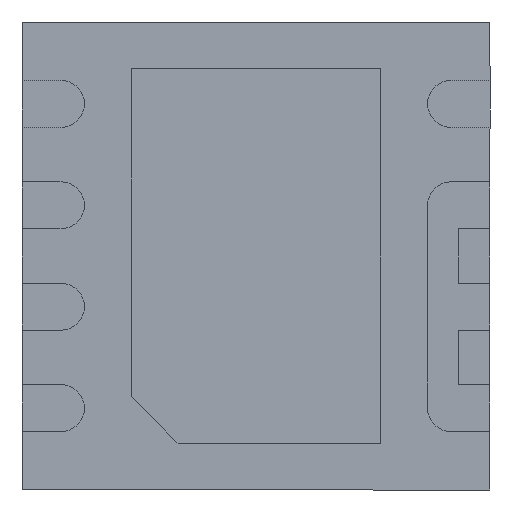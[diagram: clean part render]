
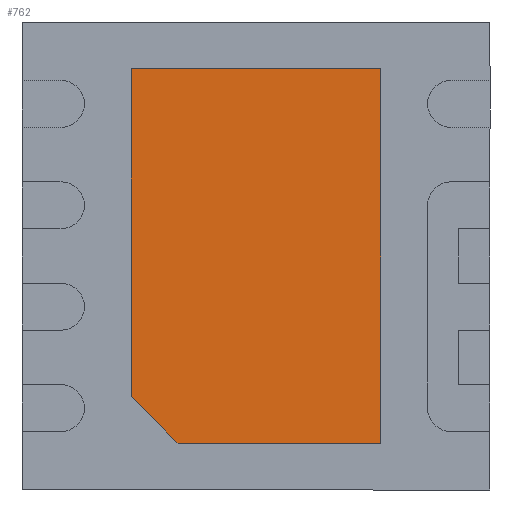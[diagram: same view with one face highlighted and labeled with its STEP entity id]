
A CAD part, front view. The second image highlights one B-rep face of the part: STEP entity #762.
In plain terms, the highlighted planar face has unit normal (0, -1, 0).
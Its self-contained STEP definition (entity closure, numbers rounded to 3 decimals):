
#37 = VECTOR ( 'NONE', #1009, 1000. ) ;
#43 = ORIENTED_EDGE ( 'NONE', *, *, #752, .T. ) ;
#67 = EDGE_LOOP ( 'NONE', ( #357, #577, #43, #1234, #1473 ) ) ;
#129 = CARTESIAN_POINT ( 'NONE',  ( -0.5, -0.05, -1.2 ) ) ;
#270 = DIRECTION ( 'NONE',  ( -1., 0., 0. ) ) ;
#290 = EDGE_CURVE ( 'NONE', #1272, #1710, #2140, .T. ) ;
#357 = ORIENTED_EDGE ( 'NONE', *, *, #290, .T. ) ;
#470 = CARTESIAN_POINT ( 'NONE',  ( 0.8, -0.05, -1.2 ) ) ;
#485 = DIRECTION ( 'NONE',  ( 0., 0., 1. ) ) ;
#577 = ORIENTED_EDGE ( 'NONE', *, *, #2376, .T. ) ;
#579 = VECTOR ( 'NONE', #2206, 1000. ) ;
#752 = EDGE_CURVE ( 'NONE', #2190, #2011, #2457, .T. ) ;
#762 = ADVANCED_FACE ( 'NONE', ( #1035 ), #1921, .T. ) ;
#764 = VECTOR ( 'NONE', #2364, 1000. ) ;
#773 = VERTEX_POINT ( 'NONE', #2588 ) ;
#895 = CARTESIAN_POINT ( 'NONE',  ( -0.5, -0.05, -1.2 ) ) ;
#988 = DIRECTION ( 'NONE',  ( 0., 0., -1. ) ) ;
#1000 = CARTESIAN_POINT ( 'NONE',  ( 0.8, -0.05, 1.2 ) ) ;
#1009 = DIRECTION ( 'NONE',  ( 1., 0., 0. ) ) ;
#1035 = FACE_OUTER_BOUND ( 'NONE', #67, .T. ) ;
#1234 = ORIENTED_EDGE ( 'NONE', *, *, #2008, .T. ) ;
#1272 = VERTEX_POINT ( 'NONE', #895 ) ;
#1283 = CARTESIAN_POINT ( 'NONE',  ( 0.8, -0.05, -1.2 ) ) ;
#1467 = CARTESIAN_POINT ( 'NONE',  ( 0., -0.05, 0. ) ) ;
#1473 = ORIENTED_EDGE ( 'NONE', *, *, #1688, .T. ) ;
#1688 = EDGE_CURVE ( 'NONE', #773, #1272, #3037, .T. ) ;
#1691 = LINE ( 'NONE', #2102, #764 ) ;
#1710 = VERTEX_POINT ( 'NONE', #1283 ) ;
#1881 = LINE ( 'NONE', #470, #2251 ) ;
#1907 = DIRECTION ( 'NONE',  ( 0., -1., 0. ) ) ;
#1920 = CARTESIAN_POINT ( 'NONE',  ( -0.8, -0.05, -0.9 ) ) ;
#1921 = PLANE ( 'NONE',  #2437 ) ;
#1933 = CARTESIAN_POINT ( 'NONE',  ( 0.8, -0.05, 1.2 ) ) ;
#2008 = EDGE_CURVE ( 'NONE', #2011, #773, #1691, .T. ) ;
#2011 = VERTEX_POINT ( 'NONE', #2131 ) ;
#2023 = VECTOR ( 'NONE', #270, 1000. ) ;
#2102 = CARTESIAN_POINT ( 'NONE',  ( -0.8, -0.05, 1.2 ) ) ;
#2131 = CARTESIAN_POINT ( 'NONE',  ( -0.8, -0.05, 1.2 ) ) ;
#2140 = LINE ( 'NONE', #129, #37 ) ;
#2190 = VERTEX_POINT ( 'NONE', #1000 ) ;
#2206 = DIRECTION ( 'NONE',  ( 0.707, 0., -0.707 ) ) ;
#2251 = VECTOR ( 'NONE', #485, 1000. ) ;
#2364 = DIRECTION ( 'NONE',  ( 0., 0., -1. ) ) ;
#2376 = EDGE_CURVE ( 'NONE', #1710, #2190, #1881, .T. ) ;
#2437 = AXIS2_PLACEMENT_3D ( 'NONE', #1467, #1907, #988 ) ;
#2457 = LINE ( 'NONE', #1933, #2023 ) ;
#2588 = CARTESIAN_POINT ( 'NONE',  ( -0.8, -0.05, -0.9 ) ) ;
#3037 = LINE ( 'NONE', #1920, #579 ) ;
